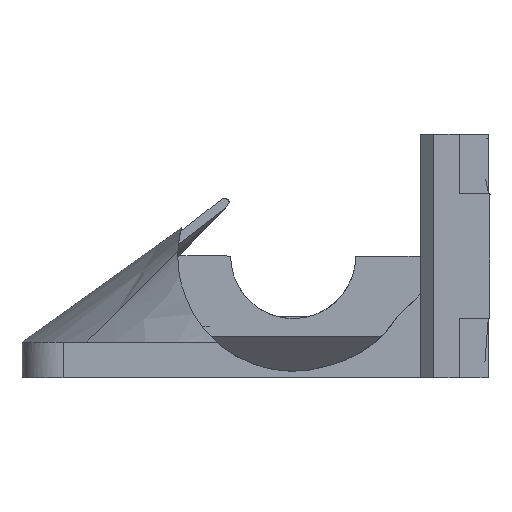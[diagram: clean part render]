
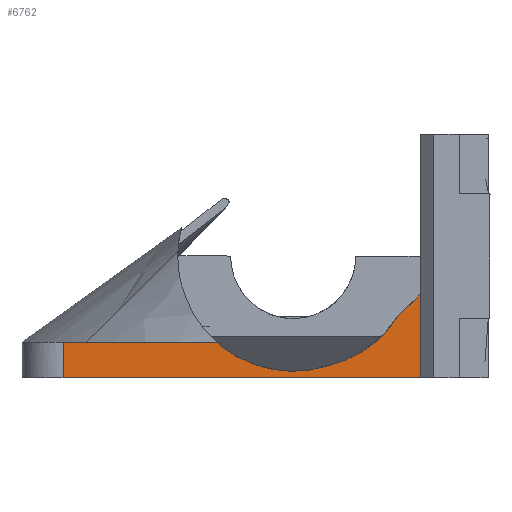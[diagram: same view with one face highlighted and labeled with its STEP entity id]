
A CAD part, front view. The second image highlights one B-rep face of the part: STEP entity #6762.
In plain terms, the highlighted planar face has unit normal (0, -1, 0).
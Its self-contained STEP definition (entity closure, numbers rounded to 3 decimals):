
#1211 = CARTESIAN_POINT ( 'NONE',  ( -20.067, -2.453, 7.841 ) ) ;
#1571 = ORIENTED_EDGE ( 'NONE', *, *, #18731, .T. ) ;
#1970 = FACE_OUTER_BOUND ( 'NONE', #18891, .T. ) ;
#2149 = CARTESIAN_POINT ( 'NONE',  ( -5.943, -2.453, 7.951 ) ) ;
#2302 = ORIENTED_EDGE ( 'NONE', *, *, #24486, .F. ) ;
#2660 = CARTESIAN_POINT ( 'NONE',  ( -5.296, -2.453, 8.5 ) ) ;
#2997 = CARTESIAN_POINT ( 'NONE',  ( -3.126, -2.453, 10.99 ) ) ;
#3037 = B_SPLINE_CURVE_WITH_KNOTS ( 'NONE', 3,
 ( #17571, #26866, #14725, #11917, #34817, #9069, #20572, #31986, #1211, #12623 ),
 .UNSPECIFIED., .F., .F.,
 ( 4, 2, 2, 2, 4 ),
 ( 0., 0.25, 0.5, 0.75, 1. ),
 .UNSPECIFIED. ) ;
#3145 = CARTESIAN_POINT ( 'NONE',  ( -20.805, -2.453, 8.5 ) ) ;
#4472 = CARTESIAN_POINT ( 'NONE',  ( -12.527, -2.453, 5. ) ) ;
#5114 = DIRECTION ( 'NONE',  ( 0., -1., 0. ) ) ;
#5870 = B_SPLINE_CURVE_WITH_KNOTS ( 'NONE', 3,
 ( #20399, #17026, #14542, #26006 ),
 .UNSPECIFIED., .F., .F.,
 ( 4, 4 ),
 ( 0., 1. ),
 .UNSPECIFIED. ) ;
#6394 = ORIENTED_EDGE ( 'NONE', *, *, #29932, .F. ) ;
#6496 = CARTESIAN_POINT ( 'NONE',  ( -35.76, -2.453, 8.5 ) ) ;
#6762 = ADVANCED_FACE ( 'NONE', ( #1970 ), #7721, .T. ) ;
#6871 = ORIENTED_EDGE ( 'NONE', *, *, #14162, .T. ) ;
#7274 = CARTESIAN_POINT ( 'NONE',  ( -0.91, -2.453, 13.19 ) ) ;
#7721 = PLANE ( 'NONE',  #7953 ) ;
#7810 = CARTESIAN_POINT ( 'NONE',  ( -0.91, -2.453, 13.19 ) ) ;
#7906 = CARTESIAN_POINT ( 'NONE',  ( -8.946, -2.453, 6.415 ) ) ;
#7953 = AXIS2_PLACEMENT_3D ( 'NONE', #24478, #5114, #36493 ) ;
#9069 = CARTESIAN_POINT ( 'NONE',  ( -16.563, -2.453, 6.075 ) ) ;
#9981 = CARTESIAN_POINT ( 'NONE',  ( -3.11, -2.453, 10.99 ) ) ;
#10034 = CARTESIAN_POINT ( 'NONE',  ( -3.126, -2.453, 10.99 ) ) ;
#10095 = CARTESIAN_POINT ( 'NONE',  ( -1.644, -2.453, 12.457 ) ) ;
#10898 = VERTEX_POINT ( 'NONE', #25987 ) ;
#11917 = CARTESIAN_POINT ( 'NONE',  ( -13.647, -2.453, 5.602 ) ) ;
#12217 = CARTESIAN_POINT ( 'NONE',  ( -0.91, -2.453, 5. ) ) ;
#12299 = CARTESIAN_POINT ( 'NONE',  ( -3.11, -2.453, 10.99 ) ) ;
#12362 = CARTESIAN_POINT ( 'NONE',  ( -35.76, -2.453, 7.333 ) ) ;
#12623 = CARTESIAN_POINT ( 'NONE',  ( -20.805, -2.453, 8.5 ) ) ;
#12956 = VERTEX_POINT ( 'NONE', #19081 ) ;
#14162 = EDGE_CURVE ( 'NONE', #36891, #10898, #15522, .T. ) ;
#14542 = CARTESIAN_POINT ( 'NONE',  ( -4.447, -2.453, 9.22 ) ) ;
#14725 = CARTESIAN_POINT ( 'NONE',  ( -11.673, -2.453, 5.716 ) ) ;
#15440 = B_SPLINE_CURVE_WITH_KNOTS ( 'NONE', 3,
 ( #7274, #10095, #27915, #25096 ),
 .UNSPECIFIED., .F., .F.,
 ( 4, 4 ),
 ( 0., 1. ),
 .UNSPECIFIED. ) ;
#15522 = B_SPLINE_CURVE_WITH_KNOTS ( 'NONE', 3,
 ( #21892, #2149, #18703, #33653, #7906, #36318 ),
 .UNSPECIFIED., .F., .F.,
 ( 4, 2, 4 ),
 ( 0., 0.5, 1. ),
 .UNSPECIFIED. ) ;
#15538 = CARTESIAN_POINT ( 'NONE',  ( -35.76, -2.453, 5. ) ) ;
#17026 = CARTESIAN_POINT ( 'NONE',  ( -3.724, -2.453, 10.05 ) ) ;
#17571 = CARTESIAN_POINT ( 'NONE',  ( -9.77, -2.453, 6.212 ) ) ;
#17955 = EDGE_CURVE ( 'NONE', #25120, #18362, #15440, .T. ) ;
#18362 = VERTEX_POINT ( 'NONE', #9981 ) ;
#18703 = CARTESIAN_POINT ( 'NONE',  ( -6.645, -2.453, 7.483 ) ) ;
#18731 = EDGE_CURVE ( 'NONE', #21976, #25120, #34650, .T. ) ;
#18891 = EDGE_LOOP ( 'NONE', ( #32764, #6871, #19824, #31133, #2302, #6394, #1571, #21575, #19373 ) ) ;
#19081 = CARTESIAN_POINT ( 'NONE',  ( -35.76, -2.453, 8.5 ) ) ;
#19153 = CARTESIAN_POINT ( 'NONE',  ( -0.91, -2.453, 5. ) ) ;
#19373 = ORIENTED_EDGE ( 'NONE', *, *, #20645, .F. ) ;
#19824 = ORIENTED_EDGE ( 'NONE', *, *, #32885, .T. ) ;
#20399 = CARTESIAN_POINT ( 'NONE',  ( -3.126, -2.453, 10.99 ) ) ;
#20533 = EDGE_CURVE ( 'NONE', #21884, #36891, #5870, .T. ) ;
#20572 = CARTESIAN_POINT ( 'NONE',  ( -17.49, -2.453, 6.398 ) ) ;
#20645 = EDGE_CURVE ( 'NONE', #21884, #18362, #36366, .T. ) ;
#21014 = CARTESIAN_POINT ( 'NONE',  ( -35.76, -2.453, 5. ) ) ;
#21209 = VERTEX_POINT ( 'NONE', #15538 ) ;
#21526 = CARTESIAN_POINT ( 'NONE',  ( -3.121, -2.453, 10.99 ) ) ;
#21575 = ORIENTED_EDGE ( 'NONE', *, *, #17955, .T. ) ;
#21773 = VERTEX_POINT ( 'NONE', #27069 ) ;
#21884 = VERTEX_POINT ( 'NONE', #2997 ) ;
#21892 = CARTESIAN_POINT ( 'NONE',  ( -5.296, -2.453, 8.5 ) ) ;
#21899 = B_SPLINE_CURVE_WITH_KNOTS ( 'NONE', 3,
 ( #3145, #34690, #35435, #6496 ),
 .UNSPECIFIED., .F., .F.,
 ( 4, 4 ),
 ( 0., 1. ),
 .UNSPECIFIED. ) ;
#21976 = VERTEX_POINT ( 'NONE', #12217 ) ;
#24001 = CARTESIAN_POINT ( 'NONE',  ( -35.76, -2.453, 8.5 ) ) ;
#24427 = B_SPLINE_CURVE_WITH_KNOTS ( 'NONE', 3,
 ( #21014, #32436, #12362, #24001 ),
 .UNSPECIFIED., .F., .F.,
 ( 4, 4 ),
 ( 0., 1. ),
 .UNSPECIFIED. ) ;
#24478 = CARTESIAN_POINT ( 'NONE',  ( 2.83, -2.453, 17.231 ) ) ;
#24486 = EDGE_CURVE ( 'NONE', #21209, #12956, #24427, .T. ) ;
#25096 = CARTESIAN_POINT ( 'NONE',  ( -3.11, -2.453, 10.99 ) ) ;
#25101 = CARTESIAN_POINT ( 'NONE',  ( -0.91, -2.453, 7.73 ) ) ;
#25120 = VERTEX_POINT ( 'NONE', #34122 ) ;
#25294 = CARTESIAN_POINT ( 'NONE',  ( -24.144, -2.453, 5. ) ) ;
#25987 = CARTESIAN_POINT ( 'NONE',  ( -9.77, -2.453, 6.212 ) ) ;
#26006 = CARTESIAN_POINT ( 'NONE',  ( -5.296, -2.453, 8.5 ) ) ;
#26866 = CARTESIAN_POINT ( 'NONE',  ( -10.709, -2.453, 5.9 ) ) ;
#27069 = CARTESIAN_POINT ( 'NONE',  ( -20.805, -2.453, 8.5 ) ) ;
#27915 = CARTESIAN_POINT ( 'NONE',  ( -2.377, -2.453, 11.723 ) ) ;
#29932 = EDGE_CURVE ( 'NONE', #21976, #21209, #34339, .T. ) ;
#30554 = CARTESIAN_POINT ( 'NONE',  ( -0.91, -2.453, 10.46 ) ) ;
#31133 = ORIENTED_EDGE ( 'NONE', *, *, #33338, .T. ) ;
#31986 = CARTESIAN_POINT ( 'NONE',  ( -19.256, -2.453, 7.289 ) ) ;
#32374 = CARTESIAN_POINT ( 'NONE',  ( -3.116, -2.453, 10.99 ) ) ;
#32436 = CARTESIAN_POINT ( 'NONE',  ( -35.76, -2.453, 6.167 ) ) ;
#32764 = ORIENTED_EDGE ( 'NONE', *, *, #20533, .T. ) ;
#32885 = EDGE_CURVE ( 'NONE', #10898, #21773, #3037, .T. ) ;
#33338 = EDGE_CURVE ( 'NONE', #21773, #12956, #21899, .T. ) ;
#33653 = CARTESIAN_POINT ( 'NONE',  ( -8.156, -2.453, 6.71 ) ) ;
#34122 = CARTESIAN_POINT ( 'NONE',  ( -0.91, -2.453, 13.19 ) ) ;
#34339 = B_SPLINE_CURVE_WITH_KNOTS ( 'NONE', 3,
 ( #36412, #4472, #25294, #36590 ),
 .UNSPECIFIED., .F., .F.,
 ( 4, 4 ),
 ( 0., 1. ),
 .UNSPECIFIED. ) ;
#34650 = B_SPLINE_CURVE_WITH_KNOTS ( 'NONE', 3,
 ( #19153, #25101, #30554, #7810 ),
 .UNSPECIFIED., .F., .F.,
 ( 4, 4 ),
 ( 0., 1. ),
 .UNSPECIFIED. ) ;
#34690 = CARTESIAN_POINT ( 'NONE',  ( -25.79, -2.453, 8.5 ) ) ;
#34817 = CARTESIAN_POINT ( 'NONE',  ( -14.626, -2.453, 5.674 ) ) ;
#35435 = CARTESIAN_POINT ( 'NONE',  ( -30.775, -2.453, 8.5 ) ) ;
#36318 = CARTESIAN_POINT ( 'NONE',  ( -9.77, -2.453, 6.212 ) ) ;
#36366 = B_SPLINE_CURVE_WITH_KNOTS ( 'NONE', 3,
 ( #10034, #21526, #32374, #12299 ),
 .UNSPECIFIED., .F., .F.,
 ( 4, 4 ),
 ( 0., 1. ),
 .UNSPECIFIED. ) ;
#36412 = CARTESIAN_POINT ( 'NONE',  ( -0.91, -2.453, 5. ) ) ;
#36493 = DIRECTION ( 'NONE',  ( -1., 0., 0. ) ) ;
#36590 = CARTESIAN_POINT ( 'NONE',  ( -35.76, -2.453, 5. ) ) ;
#36891 = VERTEX_POINT ( 'NONE', #2660 ) ;
